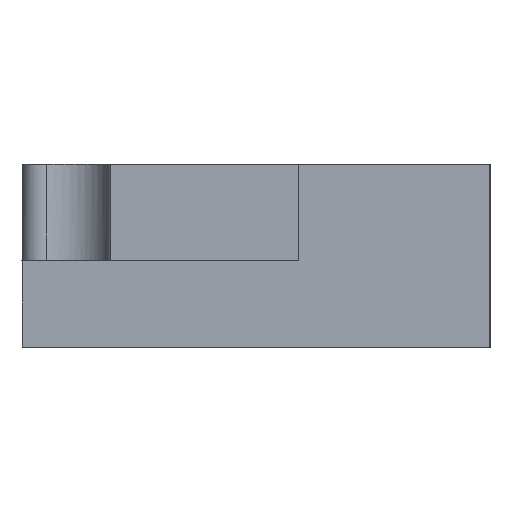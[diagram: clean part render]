
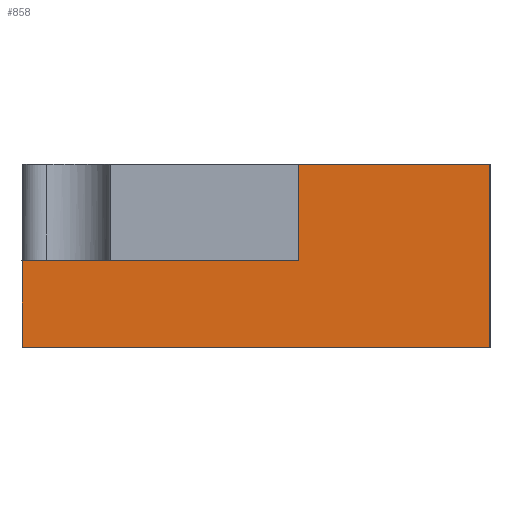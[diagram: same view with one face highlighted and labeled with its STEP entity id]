
A CAD part, left-side view. The second image highlights one B-rep face of the part: STEP entity #858.
In plain terms, the highlighted planar face has unit normal (-1, 0, 0).
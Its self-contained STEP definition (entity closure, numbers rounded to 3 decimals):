
#254=ORIENTED_EDGE('',*,*,#411,.F.);
#255=ORIENTED_EDGE('',*,*,#422,.F.);
#256=ORIENTED_EDGE('',*,*,#394,.T.);
#257=ORIENTED_EDGE('',*,*,#386,.T.);
#258=ORIENTED_EDGE('',*,*,#423,.F.);
#259=ORIENTED_EDGE('',*,*,#338,.T.);
#338=EDGE_CURVE('',#447,#451,#524,.F.);
#386=EDGE_CURVE('',#490,#489,#560,.F.);
#394=EDGE_CURVE('',#494,#490,#564,.F.);
#411=EDGE_CURVE('',#504,#451,#580,.F.);
#422=EDGE_CURVE('',#494,#504,#587,.F.);
#423=EDGE_CURVE('',#447,#489,#588,.T.);
#447=VERTEX_POINT('',#1254);
#451=VERTEX_POINT('',#1262);
#489=VERTEX_POINT('',#1358);
#490=VERTEX_POINT('',#1360);
#494=VERTEX_POINT('',#1373);
#504=VERTEX_POINT('',#1410);
#524=LINE('',#1263,#608);
#560=LINE('',#1359,#644);
#564=LINE('',#1372,#648);
#580=LINE('',#1411,#664);
#587=LINE('',#1430,#671);
#588=LINE('',#1431,#672);
#608=VECTOR('',#1007,1000.);
#644=VECTOR('',#1087,1000.);
#648=VECTOR('',#1101,1000.);
#664=VECTOR('',#1141,1000.);
#671=VECTOR('',#1164,1000.);
#672=VECTOR('',#1165,1000.);
#720=EDGE_LOOP('',(#254,#255,#256,#257,#258,#259));
#778=FACE_BOUND('',#720,.T.);
#820=PLANE('',#942);
#858=ADVANCED_FACE('',(#778),#820,.F.);
#942=AXIS2_PLACEMENT_3D('',#1429,#1162,#1163);
#1007=DIRECTION('',(0.,-1.,0.));
#1087=DIRECTION('',(0.,-1.,0.));
#1101=DIRECTION('',(0.,0.,-1.));
#1141=DIRECTION('',(0.,0.,-1.));
#1162=DIRECTION('',(1.,0.,0.));
#1163=DIRECTION('',(0.,-1.,0.));
#1164=DIRECTION('',(0.,-1.,0.));
#1165=DIRECTION('',(0.,0.,1.));
#1254=CARTESIAN_POINT('',(4.605,44.503,10.7));
#1262=CARTESIAN_POINT('',(4.605,52.453,10.7));
#1263=CARTESIAN_POINT('',(4.605,104.542,10.7));
#1358=CARTESIAN_POINT('',(4.605,44.503,13.46));
#1359=CARTESIAN_POINT('',(4.605,39.003,13.46));
#1360=CARTESIAN_POINT('',(4.605,39.003,13.46));
#1372=CARTESIAN_POINT('',(4.605,39.003,10.7));
#1373=CARTESIAN_POINT('',(4.605,39.003,8.2));
#1410=CARTESIAN_POINT('',(4.605,52.453,8.2));
#1411=CARTESIAN_POINT('',(4.605,52.453,10.7));
#1429=CARTESIAN_POINT('',(4.605,104.542,10.7));
#1430=CARTESIAN_POINT('',(4.605,104.542,8.2));
#1431=CARTESIAN_POINT('',(4.605,44.503,10.7));
